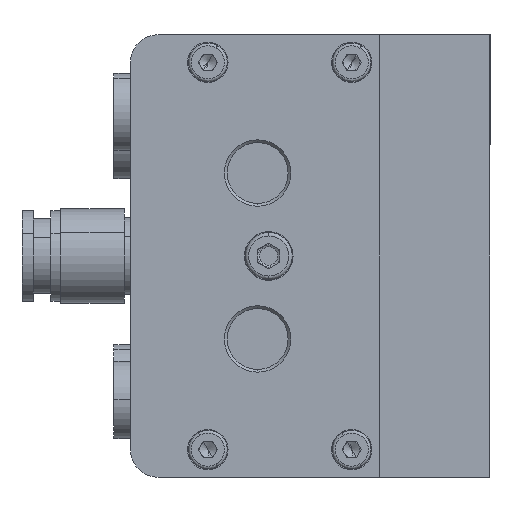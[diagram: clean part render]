
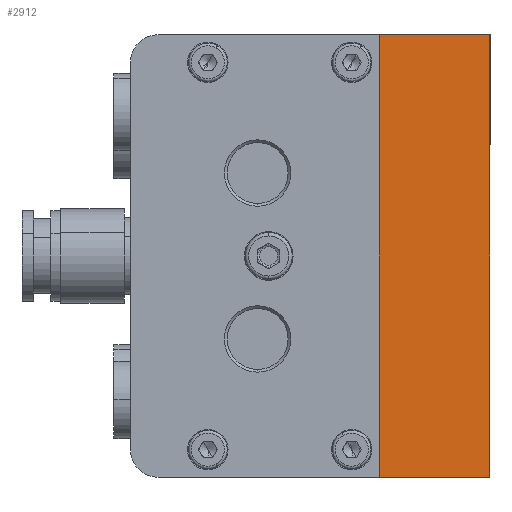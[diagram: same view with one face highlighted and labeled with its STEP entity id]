
A CAD part, left-side view. The second image highlights one B-rep face of the part: STEP entity #2912.
In plain terms, the highlighted planar face has unit normal (-1, 0, 0).
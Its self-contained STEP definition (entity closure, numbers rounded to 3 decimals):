
#678 = CARTESIAN_POINT ( 'NONE',  ( -212., -20., 40. ) ) ;
#1070 = CARTESIAN_POINT ( 'NONE',  ( -212., -20., 40. ) ) ;
#2912 = ADVANCED_FACE ( 'NONE', ( #5136 ), #18283, .F. ) ;
#3610 = CARTESIAN_POINT ( 'NONE',  ( -212., 0., 40. ) ) ;
#3903 = VERTEX_POINT ( 'NONE', #22828 ) ;
#4036 = CARTESIAN_POINT ( 'NONE',  ( -212., -20., -40. ) ) ;
#4763 = ORIENTED_EDGE ( 'NONE', *, *, #30345, .T. ) ;
#5136 = FACE_OUTER_BOUND ( 'NONE', #27826, .T. ) ;
#8072 = VERTEX_POINT ( 'NONE', #18912 ) ;
#10427 = LINE ( 'NONE', #4036, #33251 ) ;
#11935 = CARTESIAN_POINT ( 'NONE',  ( -212., -20., 40. ) ) ;
#12374 = CARTESIAN_POINT ( 'NONE',  ( -212., 0., 40. ) ) ;
#14478 = DIRECTION ( 'NONE',  ( 0., 1., 0. ) ) ;
#14742 = VECTOR ( 'NONE', #26565, 1000. ) ;
#15041 = VECTOR ( 'NONE', #14478, 1000. ) ;
#16385 = ORIENTED_EDGE ( 'NONE', *, *, #33957, .F. ) ;
#16568 = DIRECTION ( 'NONE',  ( 0., 0., -1. ) ) ;
#18078 = DIRECTION ( 'NONE',  ( 0., 0., -1. ) ) ;
#18283 = PLANE ( 'NONE',  #32194 ) ;
#18912 = CARTESIAN_POINT ( 'NONE',  ( -212., 0., -40. ) ) ;
#21727 = EDGE_CURVE ( 'NONE', #33018, #3903, #32934, .T. ) ;
#22828 = CARTESIAN_POINT ( 'NONE',  ( -212., -20., -40. ) ) ;
#23367 = DIRECTION ( 'NONE',  ( 0., 1., 0. ) ) ;
#26565 = DIRECTION ( 'NONE',  ( 0., 0., -1. ) ) ;
#27826 = EDGE_LOOP ( 'NONE', ( #4763, #16385, #30403, #33312 ) ) ;
#30345 = EDGE_CURVE ( 'NONE', #37169, #8072, #39463, .T. ) ;
#30403 = ORIENTED_EDGE ( 'NONE', *, *, #21727, .F. ) ;
#30613 = CARTESIAN_POINT ( 'NONE',  ( -212., -20., 40. ) ) ;
#31716 = VECTOR ( 'NONE', #16568, 1000. ) ;
#32194 = AXIS2_PLACEMENT_3D ( 'NONE', #11935, #34223, #18078 ) ;
#32934 = LINE ( 'NONE', #1070, #14742 ) ;
#33018 = VERTEX_POINT ( 'NONE', #678 ) ;
#33251 = VECTOR ( 'NONE', #23367, 1000. ) ;
#33312 = ORIENTED_EDGE ( 'NONE', *, *, #40798, .T. ) ;
#33583 = LINE ( 'NONE', #30613, #15041 ) ;
#33957 = EDGE_CURVE ( 'NONE', #3903, #8072, #10427, .T. ) ;
#34223 = DIRECTION ( 'NONE',  ( 1., 0., 0. ) ) ;
#37169 = VERTEX_POINT ( 'NONE', #12374 ) ;
#39463 = LINE ( 'NONE', #3610, #31716 ) ;
#40798 = EDGE_CURVE ( 'NONE', #33018, #37169, #33583, .T. ) ;
